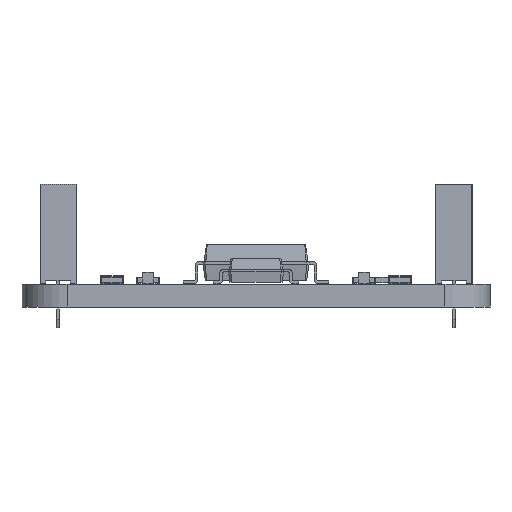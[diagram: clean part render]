
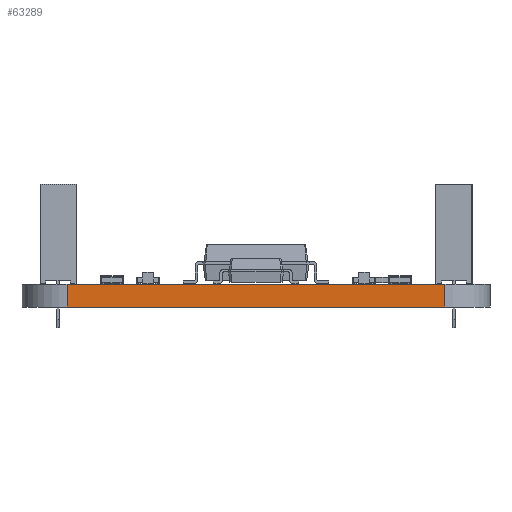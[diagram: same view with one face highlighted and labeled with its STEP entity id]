
A CAD part, front view. The second image highlights one B-rep face of the part: STEP entity #63289.
In plain terms, the highlighted planar face has unit normal (0, -1, 0).
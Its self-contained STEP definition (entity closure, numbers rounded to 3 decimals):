
#59167 = PLANE('',#59168);
#59168 = AXIS2_PLACEMENT_3D('',#59169,#59170,#59171);
#59169 = CARTESIAN_POINT('',(16.51,-33.655,1.6));
#59170 = DIRECTION('',(0.,0.,1.));
#59171 = DIRECTION('',(1.,0.,0.));
#59221 = PLANE('',#59222);
#59222 = AXIS2_PLACEMENT_3D('',#59223,#59224,#59225);
#59223 = CARTESIAN_POINT('',(16.51,-33.655,0.));
#59224 = DIRECTION('',(0.,0.,1.));
#59225 = DIRECTION('',(1.,0.,0.));
#59418 = VERTEX_POINT('',#59419);
#59419 = CARTESIAN_POINT('',(3.175,-67.31,0.));
#59434 = CYLINDRICAL_SURFACE('',#59435,3.175);
#59435 = AXIS2_PLACEMENT_3D('',#59436,#59437,#59438);
#59436 = CARTESIAN_POINT('',(3.175,-64.135,0.));
#59437 = DIRECTION('',(0.,0.,-1.));
#59438 = DIRECTION('',(1.,0.,0.));
#59446 = EDGE_CURVE('',#59418,#59447,#59449,.T.);
#59447 = VERTEX_POINT('',#59448);
#59448 = CARTESIAN_POINT('',(29.845,-67.31,0.));
#59449 = SURFACE_CURVE('',#59450,(#59454,#59461),.PCURVE_S1.);
#59450 = LINE('',#59451,#59452);
#59451 = CARTESIAN_POINT('',(3.175,-67.31,0.));
#59452 = VECTOR('',#59453,1.);
#59453 = DIRECTION('',(1.,0.,0.));
#59454 = PCURVE('',#59221,#59455);
#59455 = DEFINITIONAL_REPRESENTATION('',(#59456),#59460);
#59456 = LINE('',#59457,#59458);
#59457 = CARTESIAN_POINT('',(-13.335,-33.655));
#59458 = VECTOR('',#59459,1.);
#59459 = DIRECTION('',(1.,0.));
#59460 = ( GEOMETRIC_REPRESENTATION_CONTEXT(2) 
PARAMETRIC_REPRESENTATION_CONTEXT() REPRESENTATION_CONTEXT('2D SPACE',''
  ) );
#59461 = PCURVE('',#59462,#59467);
#59462 = PLANE('',#59463);
#59463 = AXIS2_PLACEMENT_3D('',#59464,#59465,#59466);
#59464 = CARTESIAN_POINT('',(3.175,-67.31,0.));
#59465 = DIRECTION('',(0.,1.,0.));
#59466 = DIRECTION('',(1.,0.,0.));
#59467 = DEFINITIONAL_REPRESENTATION('',(#59468),#59472);
#59468 = LINE('',#59469,#59470);
#59469 = CARTESIAN_POINT('',(0.,0.));
#59470 = VECTOR('',#59471,1.);
#59471 = DIRECTION('',(1.,0.));
#59472 = ( GEOMETRIC_REPRESENTATION_CONTEXT(2) 
PARAMETRIC_REPRESENTATION_CONTEXT() REPRESENTATION_CONTEXT('2D SPACE',''
  ) );
#59491 = CYLINDRICAL_SURFACE('',#59492,3.175);
#59492 = AXIS2_PLACEMENT_3D('',#59493,#59494,#59495);
#59493 = CARTESIAN_POINT('',(29.845,-64.135,0.));
#59494 = DIRECTION('',(0.,0.,-1.));
#59495 = DIRECTION('',(1.,0.,0.));
#61482 = VERTEX_POINT('',#61483);
#61483 = CARTESIAN_POINT('',(3.175,-67.31,1.6));
#61505 = EDGE_CURVE('',#61482,#61506,#61508,.T.);
#61506 = VERTEX_POINT('',#61507);
#61507 = CARTESIAN_POINT('',(29.845,-67.31,1.6));
#61508 = SURFACE_CURVE('',#61509,(#61513,#61520),.PCURVE_S1.);
#61509 = LINE('',#61510,#61511);
#61510 = CARTESIAN_POINT('',(3.175,-67.31,1.6));
#61511 = VECTOR('',#61512,1.);
#61512 = DIRECTION('',(1.,0.,0.));
#61513 = PCURVE('',#59167,#61514);
#61514 = DEFINITIONAL_REPRESENTATION('',(#61515),#61519);
#61515 = LINE('',#61516,#61517);
#61516 = CARTESIAN_POINT('',(-13.335,-33.655));
#61517 = VECTOR('',#61518,1.);
#61518 = DIRECTION('',(1.,0.));
#61519 = ( GEOMETRIC_REPRESENTATION_CONTEXT(2) 
PARAMETRIC_REPRESENTATION_CONTEXT() REPRESENTATION_CONTEXT('2D SPACE',''
  ) );
#61520 = PCURVE('',#59462,#61521);
#61521 = DEFINITIONAL_REPRESENTATION('',(#61522),#61526);
#61522 = LINE('',#61523,#61524);
#61523 = CARTESIAN_POINT('',(0.,-1.6));
#61524 = VECTOR('',#61525,1.);
#61525 = DIRECTION('',(1.,0.));
#61526 = ( GEOMETRIC_REPRESENTATION_CONTEXT(2) 
PARAMETRIC_REPRESENTATION_CONTEXT() REPRESENTATION_CONTEXT('2D SPACE',''
  ) );
#63239 = EDGE_CURVE('',#59447,#61506,#63240,.T.);
#63240 = SURFACE_CURVE('',#63241,(#63245,#63252),.PCURVE_S1.);
#63241 = LINE('',#63242,#63243);
#63242 = CARTESIAN_POINT('',(29.845,-67.31,0.));
#63243 = VECTOR('',#63244,1.);
#63244 = DIRECTION('',(0.,0.,1.));
#63245 = PCURVE('',#59491,#63246);
#63246 = DEFINITIONAL_REPRESENTATION('',(#63247),#63251);
#63247 = LINE('',#63248,#63249);
#63248 = CARTESIAN_POINT('',(-4.712,0.));
#63249 = VECTOR('',#63250,1.);
#63250 = DIRECTION('',(0.,-1.));
#63251 = ( GEOMETRIC_REPRESENTATION_CONTEXT(2) 
PARAMETRIC_REPRESENTATION_CONTEXT() REPRESENTATION_CONTEXT('2D SPACE',''
  ) );
#63252 = PCURVE('',#59462,#63253);
#63253 = DEFINITIONAL_REPRESENTATION('',(#63254),#63258);
#63254 = LINE('',#63255,#63256);
#63255 = CARTESIAN_POINT('',(26.67,0.));
#63256 = VECTOR('',#63257,1.);
#63257 = DIRECTION('',(0.,-1.));
#63258 = ( GEOMETRIC_REPRESENTATION_CONTEXT(2) 
PARAMETRIC_REPRESENTATION_CONTEXT() REPRESENTATION_CONTEXT('2D SPACE',''
  ) );
#63268 = EDGE_CURVE('',#59418,#61482,#63269,.T.);
#63269 = SURFACE_CURVE('',#63270,(#63274,#63281),.PCURVE_S1.);
#63270 = LINE('',#63271,#63272);
#63271 = CARTESIAN_POINT('',(3.175,-67.31,0.));
#63272 = VECTOR('',#63273,1.);
#63273 = DIRECTION('',(0.,0.,1.));
#63274 = PCURVE('',#59434,#63275);
#63275 = DEFINITIONAL_REPRESENTATION('',(#63276),#63280);
#63276 = LINE('',#63277,#63278);
#63277 = CARTESIAN_POINT('',(-4.712,0.));
#63278 = VECTOR('',#63279,1.);
#63279 = DIRECTION('',(0.,-1.));
#63280 = ( GEOMETRIC_REPRESENTATION_CONTEXT(2) 
PARAMETRIC_REPRESENTATION_CONTEXT() REPRESENTATION_CONTEXT('2D SPACE',''
  ) );
#63281 = PCURVE('',#59462,#63282);
#63282 = DEFINITIONAL_REPRESENTATION('',(#63283),#63287);
#63283 = LINE('',#63284,#63285);
#63284 = CARTESIAN_POINT('',(0.,0.));
#63285 = VECTOR('',#63286,1.);
#63286 = DIRECTION('',(0.,-1.));
#63287 = ( GEOMETRIC_REPRESENTATION_CONTEXT(2) 
PARAMETRIC_REPRESENTATION_CONTEXT() REPRESENTATION_CONTEXT('2D SPACE',''
  ) );
#63289 = ADVANCED_FACE('',(#63290),#59462,.F.);
#63290 = FACE_BOUND('',#63291,.F.);
#63291 = EDGE_LOOP('',(#63292,#63293,#63294,#63295));
#63292 = ORIENTED_EDGE('',*,*,#63268,.T.);
#63293 = ORIENTED_EDGE('',*,*,#61505,.T.);
#63294 = ORIENTED_EDGE('',*,*,#63239,.F.);
#63295 = ORIENTED_EDGE('',*,*,#59446,.F.);
